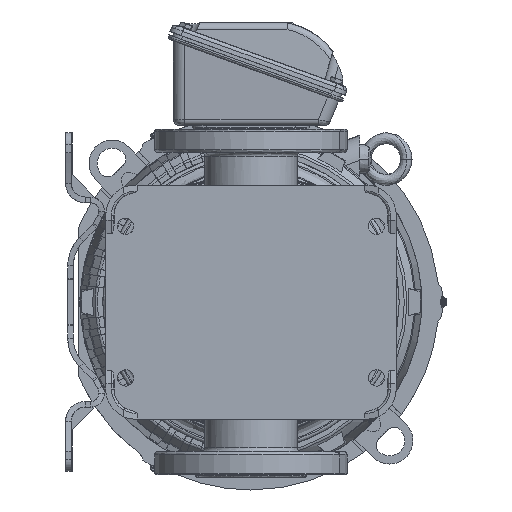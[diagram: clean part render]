
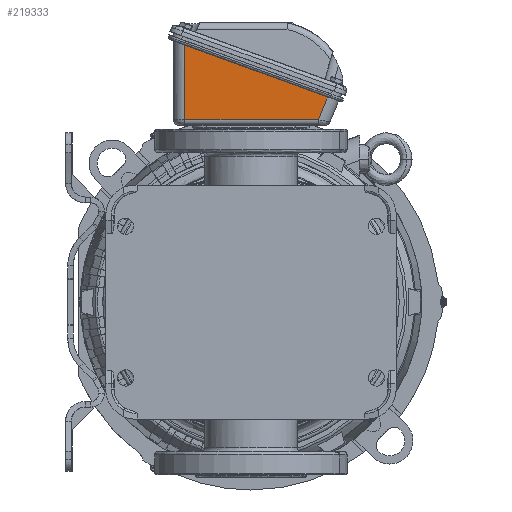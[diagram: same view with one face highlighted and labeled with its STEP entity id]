
A CAD part, front view. The second image highlights one B-rep face of the part: STEP entity #219333.
In plain terms, the highlighted face is planar.
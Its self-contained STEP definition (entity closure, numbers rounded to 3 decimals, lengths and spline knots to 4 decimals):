
#2060 = EDGE_CURVE ( 'NONE', #235961, #100524, #121424, .T. ) ;
#3617 = CARTESIAN_POINT ( 'NONE',  ( 0.4531, -2.399, 6.1527 ) ) ;
#16537 = CARTESIAN_POINT ( 'NONE',  ( 0.5404, -2.0111, 8.672 ) ) ;
#16883 = AXIS2_PLACEMENT_3D ( 'NONE', #220804, #127607, #204391 ) ;
#42143 = VECTOR ( 'NONE', #174841, 39.3701 ) ;
#48014 = CARTESIAN_POINT ( 'NONE',  ( 0.5115, 2.4931, 6.1527 ) ) ;
#58348 = CARTESIAN_POINT ( 'NONE',  ( 0.4577, -2.0111, 6.1527 ) ) ;
#63995 = LINE ( 'NONE', #3617, #42143 ) ;
#65078 = VERTEX_POINT ( 'NONE', #16537 ) ;
#66594 = CARTESIAN_POINT ( 'NONE',  ( 0.5533, -2.0111, 9.0648 ) ) ;
#100524 = VERTEX_POINT ( 'NONE', #142019 ) ;
#121424 = LINE ( 'NONE', #140327, #176903 ) ;
#125196 = ORIENTED_EDGE ( 'NONE', *, *, #128498, .T. ) ;
#126367 = FACE_OUTER_BOUND ( 'NONE', #215565, .T. ) ;
#126941 = DIRECTION ( 'NONE',  ( -0.033, 0., -0.999 ) ) ;
#127607 = DIRECTION ( 'NONE',  ( 0.999, -0.012, -0.033 ) ) ;
#128498 = EDGE_CURVE ( 'NONE', #178276, #235961, #63995, .T. ) ;
#133836 = VECTOR ( 'NONE', #126941, 39.3701 ) ;
#140327 = CARTESIAN_POINT ( 'NONE',  ( 0.5418, 2.818, 6.9569 ) ) ;
#142019 = CARTESIAN_POINT ( 'NONE',  ( 0.5404, 2.803, 6.9198 ) ) ;
#159533 = DIRECTION ( 'NONE',  ( 0., 0.94, -0.342 ) ) ;
#160462 = DIRECTION ( 'NONE',  ( 0.035, 0.374, 0.927 ) ) ;
#162939 = PLANE ( 'NONE',  #16883 ) ;
#174841 = DIRECTION ( 'NONE',  ( 0.012, 1., 0. ) ) ;
#175933 = CARTESIAN_POINT ( 'NONE',  ( 0.5404, -2.4809, 8.843 ) ) ;
#176903 = VECTOR ( 'NONE', #160462, 39.3701 ) ;
#177027 = ORIENTED_EDGE ( 'NONE', *, *, #2060, .T. ) ;
#178276 = VERTEX_POINT ( 'NONE', #58348 ) ;
#181646 = VECTOR ( 'NONE', #159533, 39.3701 ) ;
#182998 = ORIENTED_EDGE ( 'NONE', *, *, #218866, .F. ) ;
#204391 = DIRECTION ( 'NONE',  ( 0., -0.94, 0.342 ) ) ;
#214577 = ORIENTED_EDGE ( 'NONE', *, *, #241530, .T. ) ;
#215565 = EDGE_LOOP ( 'NONE', ( #214577, #125196, #177027, #182998 ) ) ;
#218866 = EDGE_CURVE ( 'NONE', #65078, #100524, #219873, .T. ) ;
#219333 = ADVANCED_FACE ( 'NONE', ( #126367 ), #162939, .T. ) ;
#219873 = LINE ( 'NONE', #175933, #181646 ) ;
#220804 = CARTESIAN_POINT ( 'NONE',  ( 0.5487, -2.4001, 9.065 ) ) ;
#235961 = VERTEX_POINT ( 'NONE', #48014 ) ;
#240261 = LINE ( 'NONE', #66594, #133836 ) ;
#241530 = EDGE_CURVE ( 'NONE', #65078, #178276, #240261, .T. ) ;
